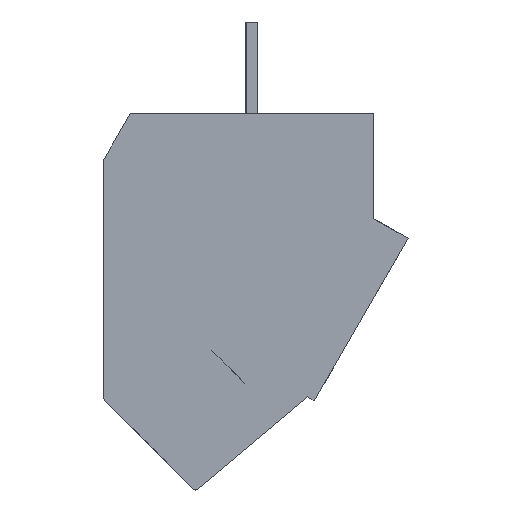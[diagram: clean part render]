
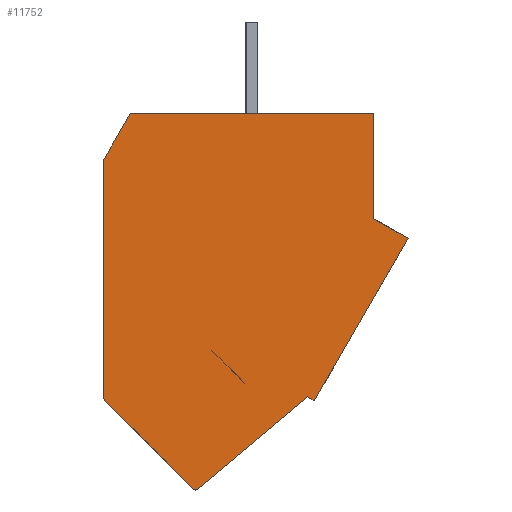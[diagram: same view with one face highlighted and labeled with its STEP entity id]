
A CAD part, front view. The second image highlights one B-rep face of the part: STEP entity #11752.
In plain terms, the highlighted planar face has unit normal (0, -1, 0).
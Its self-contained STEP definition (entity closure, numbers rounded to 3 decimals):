
#55=CARTESIAN_POINT('',(0.1,-2.5,-12.459));
#56=DIRECTION('',(0.,-1.,0.));
#57=DIRECTION('',(-1.,0.,0.));
#58=AXIS2_PLACEMENT_3D('',#55,#56,#57);
#60=DIRECTION('',(0.,0.,1.));
#61=VECTOR('',#60,10.459);
#62=CARTESIAN_POINT('',(0.,-2.5,-12.459));
#63=LINE('',#62,#61);
#64=DIRECTION('',(-0.5,0.,-0.866));
#65=VECTOR('',#64,2.309);
#66=CARTESIAN_POINT('',(1.155,-2.5,0.));
#67=LINE('',#66,#65);
#68=DIRECTION('',(1.,0.,0.));
#69=VECTOR('',#68,10.645);
#70=CARTESIAN_POINT('',(1.155,-2.5,0.));
#71=LINE('',#70,#69);
#72=DIRECTION('',(0.,0.,-1.));
#73=VECTOR('',#72,4.6);
#74=CARTESIAN_POINT('',(11.8,-2.5,0.));
#75=LINE('',#74,#73);
#76=DIRECTION('',(0.866,0.,-0.5));
#77=VECTOR('',#76,1.732);
#78=CARTESIAN_POINT('',(11.8,-2.5,-4.6));
#79=LINE('',#78,#77);
#80=DIRECTION('',(-0.5,0.,-0.866));
#81=VECTOR('',#80,8.2);
#82=CARTESIAN_POINT('',(13.3,-2.5,-5.466));
#83=LINE('',#82,#81);
#84=DIRECTION('',(-0.866,0.,0.5));
#85=VECTOR('',#84,0.351);
#86=CARTESIAN_POINT('',(9.2,-2.5,-12.567));
#87=LINE('',#86,#85);
#88=DIRECTION('',(-0.766,0.,-0.643));
#89=VECTOR('',#88,6.3);
#90=CARTESIAN_POINT('',(8.896,-2.5,-12.392));
#91=LINE('',#90,#89);
#92=CARTESIAN_POINT('',(4.006,-2.5,-16.364));
#93=DIRECTION('',(0.,-1.,0.));
#94=DIRECTION('',(-0.707,0.,-0.707));
#95=AXIS2_PLACEMENT_3D('',#92,#93,#94);
#97=DIRECTION('',(-0.707,0.,0.707));
#98=VECTOR('',#97,5.524);
#99=CARTESIAN_POINT('',(3.935,-2.5,-16.435));
#100=LINE('',#99,#98);
#8959=CARTESIAN_POINT('',(11.8,-2.5,0.));
#8960=CARTESIAN_POINT('',(11.8,-2.5,-4.6));
#8961=VERTEX_POINT('',#8959);
#8962=VERTEX_POINT('',#8960);
#8963=CARTESIAN_POINT('',(13.3,-2.5,-5.466));
#8964=VERTEX_POINT('',#8963);
#8965=CARTESIAN_POINT('',(9.2,-2.5,-12.567));
#8966=VERTEX_POINT('',#8965);
#8967=CARTESIAN_POINT('',(8.896,-2.5,-12.392));
#8968=VERTEX_POINT('',#8967);
#8993=CARTESIAN_POINT('',(1.155,-2.5,0.));
#8994=CARTESIAN_POINT('',(0.,-2.5,-2.));
#8995=VERTEX_POINT('',#8993);
#8996=VERTEX_POINT('',#8994);
#9111=CARTESIAN_POINT('',(0.,-2.5,-12.459));
#9112=CARTESIAN_POINT('',(0.029,-2.5,-12.529));
#9113=VERTEX_POINT('',#9111);
#9114=VERTEX_POINT('',#9112);
#9115=CARTESIAN_POINT('',(3.935,-2.5,-16.435));
#9116=CARTESIAN_POINT('',(4.07,-2.5,-16.441));
#9117=VERTEX_POINT('',#9115);
#9118=VERTEX_POINT('',#9116);
#11723=CARTESIAN_POINT('',(0.,-2.5,0.));
#11724=DIRECTION('',(0.,1.,0.));
#11725=DIRECTION('',(1.,0.,0.));
#11726=AXIS2_PLACEMENT_3D('',#11723,#11724,#11725);
#11727=PLANE('',#11726);
#11729=ORIENTED_EDGE('',*,*,#11728,.F.);
#11731=ORIENTED_EDGE('',*,*,#11730,.T.);
#11733=ORIENTED_EDGE('',*,*,#11732,.F.);
#11735=ORIENTED_EDGE('',*,*,#11734,.T.);
#11737=ORIENTED_EDGE('',*,*,#11736,.T.);
#11739=ORIENTED_EDGE('',*,*,#11738,.T.);
#11741=ORIENTED_EDGE('',*,*,#11740,.T.);
#11743=ORIENTED_EDGE('',*,*,#11742,.T.);
#11745=ORIENTED_EDGE('',*,*,#11744,.T.);
#11747=ORIENTED_EDGE('',*,*,#11746,.F.);
#11749=ORIENTED_EDGE('',*,*,#11748,.T.);
#11750=EDGE_LOOP('',(#11729,#11731,#11733,#11735,#11737,#11739,#11741,#11743,
#11745,#11747,#11749));
#11751=FACE_OUTER_BOUND('',#11750,.F.);
#11752=ADVANCED_FACE('',(#11751),#11727,.F.);
#59=CIRCLE('',#58,0.1);
#96=CIRCLE('',#95,0.1);
#11728=EDGE_CURVE('',#9113,#9114,#59,.T.);
#11730=EDGE_CURVE('',#9113,#8996,#63,.T.);
#11732=EDGE_CURVE('',#8995,#8996,#67,.T.);
#11734=EDGE_CURVE('',#8995,#8961,#71,.T.);
#11736=EDGE_CURVE('',#8961,#8962,#75,.T.);
#11738=EDGE_CURVE('',#8962,#8964,#79,.T.);
#11740=EDGE_CURVE('',#8964,#8966,#83,.T.);
#11742=EDGE_CURVE('',#8966,#8968,#87,.T.);
#11744=EDGE_CURVE('',#8968,#9118,#91,.T.);
#11746=EDGE_CURVE('',#9117,#9118,#96,.T.);
#11748=EDGE_CURVE('',#9117,#9114,#100,.T.);
